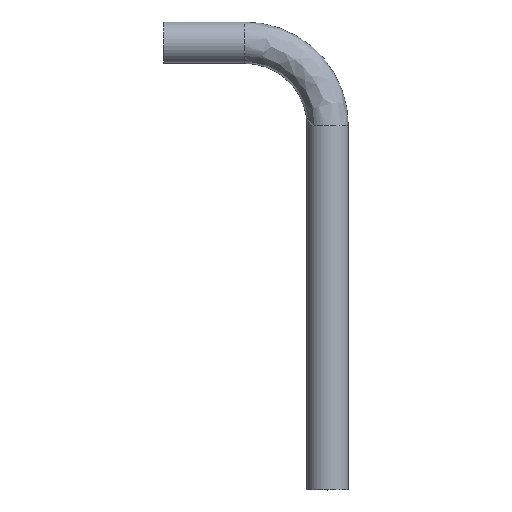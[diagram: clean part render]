
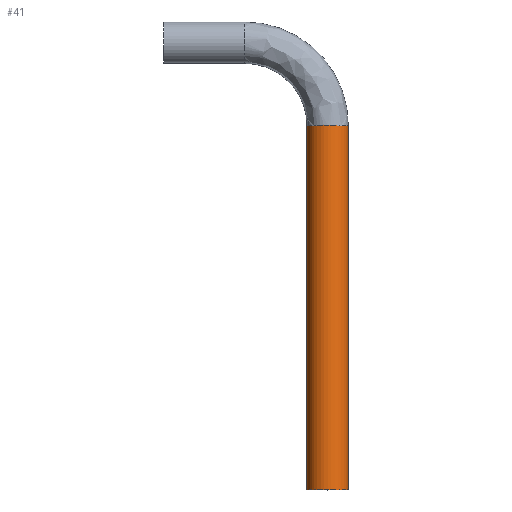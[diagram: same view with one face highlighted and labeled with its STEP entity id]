
A CAD part, top view. The second image highlights one B-rep face of the part: STEP entity #41.
In plain terms, the highlighted cylindrical face has radius 0.375 mm (diameter 0.75 mm), a partial arc.
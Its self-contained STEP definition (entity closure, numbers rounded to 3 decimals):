
#41=ADVANCED_FACE('',(#79),#80,.T.);
#79=FACE_OUTER_BOUND('',#133,.T.);
#80=CYLINDRICAL_SURFACE('',#134,0.375);
#133=EDGE_LOOP('',(#196,#197,#198,#199));
#134=AXIS2_PLACEMENT_3D('',#200,#201,#202);
#196=ORIENTED_EDGE('',*,*,#234,.F.);
#197=ORIENTED_EDGE('',*,*,#237,.T.);
#198=ORIENTED_EDGE('',*,*,#238,.T.);
#199=ORIENTED_EDGE('',*,*,#239,.F.);
#200=CARTESIAN_POINT('',(13.97,3.0,0.));
#201=DIRECTION('',(0.0,1.0,0.));
#202=DIRECTION('',(1.0,0.0,0.0));
#234=EDGE_CURVE('',#260,#262,#263,.T.);
#237=EDGE_CURVE('',#260,#266,#267,.T.);
#238=EDGE_CURVE('',#266,#268,#269,.T.);
#239=EDGE_CURVE('',#262,#268,#270,.T.);
#260=VERTEX_POINT('',#293);
#262=VERTEX_POINT('',#295);
#263=CIRCLE('',#296,0.375);
#266=VERTEX_POINT('',#299);
#267=LINE('',#300,#301);
#268=VERTEX_POINT('',#302);
#269=CIRCLE('',#303,0.375);
#270=LINE('',#304,#305);
#293=CARTESIAN_POINT('',(13.595,3.0,0.));
#295=CARTESIAN_POINT('',(14.345,3.0,0.));
#296=AXIS2_PLACEMENT_3D('',#329,#330,#331);
#299=CARTESIAN_POINT('',(13.595,-3.6,0.));
#300=CARTESIAN_POINT('',(13.595,3.0,0.));
#301=VECTOR('',#335,1000.0);
#302=CARTESIAN_POINT('',(14.345,-3.6,0.));
#303=AXIS2_PLACEMENT_3D('',#336,#337,#338);
#304=CARTESIAN_POINT('',(14.345,3.0,0.));
#305=VECTOR('',#339,1000.0);
#329=CARTESIAN_POINT('',(13.97,3.0,0.));
#330=DIRECTION('',(0.,1.0,0.));
#331=DIRECTION('',(1.0,0.0,0.));
#335=DIRECTION('',(0.,-1.0,0.));
#336=CARTESIAN_POINT('',(13.97,-3.6,0.));
#337=DIRECTION('',(0.0,1.0,0.));
#338=DIRECTION('',(1.0,0.0,0.0));
#339=DIRECTION('',(0.,-1.0,0.));
